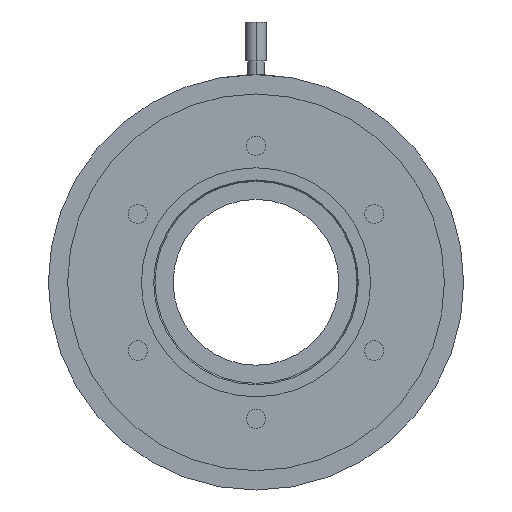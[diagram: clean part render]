
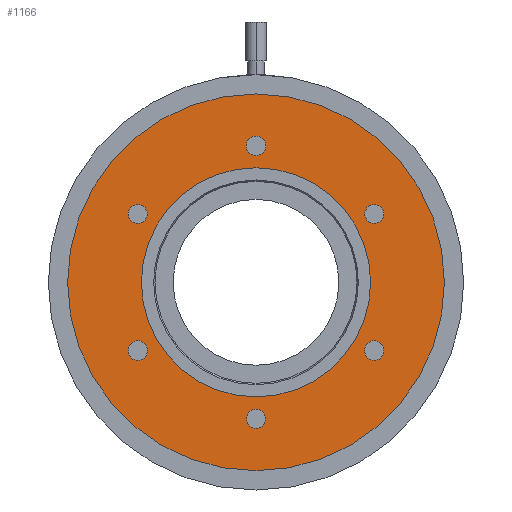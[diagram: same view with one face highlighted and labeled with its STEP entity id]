
A CAD part, left-side view. The second image highlights one B-rep face of the part: STEP entity #1166.
In plain terms, the highlighted planar face has unit normal (-1, 0, 0).
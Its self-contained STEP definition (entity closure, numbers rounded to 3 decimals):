
#788=CARTESIAN_POINT('POINT56',(0.,
   0.,74.613));
#789=VERTEX_POINT('VERTEX56',#788);
#796=CARTESIAN_POINT('POINT57',(0.,
   0.,-74.613));
#797=VERTEX_POINT('VERTEX57',#796);
#798=CARTESIAN_POINT('POS68',(0.,0.,0.));
#799=DIRECTION('DIR114',(1.,0.,0.));
#800=DIRECTION('DIR115',(0.,0.,1.));
#801=AXIS2_PLACEMENT_3D('AXIS47',#798,#799,#800);
#802=CIRCLE('ELLIPSE27',#801,74.613);
#803=EDGE_CURVE('EDGE77',#797,#789,#802,.T.);
#823=EDGE_CURVE('EDGE79',#789,#797,#802,.T.);
#828=CARTESIAN_POINT('POINT58',(0.,
   80.069,39.116));
#829=VERTEX_POINT('VERTEX58',#828);
#836=CARTESIAN_POINT('POINT59',(0.,
   73.91,49.784));
#837=VERTEX_POINT('VERTEX59',#836);
#838=CARTESIAN_POINT('POS72',(0.,
   76.99,44.45));
#839=DIRECTION('DIR120',(1.,0.,
   0.));
#840=DIRECTION('DIR121',(0.,0.5,
   -0.866));
#841=AXIS2_PLACEMENT_3D('AXIS49',#838,#839,#840);
#842=CIRCLE('ELLIPSE28',#841,6.16);
#843=EDGE_CURVE('EDGE81',#837,#829,#842,.T.);
#863=EDGE_CURVE('EDGE83',#829,#837,#842,.T.);
#868=CARTESIAN_POINT('POINT60',(0.,
   -73.91,49.784));
#869=VERTEX_POINT('VERTEX60',#868);
#876=CARTESIAN_POINT('POINT61',(0.,
   -80.069,39.116));
#877=VERTEX_POINT('VERTEX61',#876);
#878=CARTESIAN_POINT('POS76',(0.,
   -76.99,44.45));
#879=DIRECTION('DIR126',(1.,0.,
   0.));
#880=DIRECTION('DIR127',(0.,0.5,
   0.866));
#881=AXIS2_PLACEMENT_3D('AXIS51',#878,#879,#880);
#882=CIRCLE('ELLIPSE29',#881,6.16);
#883=EDGE_CURVE('EDGE85',#877,#869,#882,.T.);
#903=EDGE_CURVE('EDGE87',#869,#877,#882,.T.);
#908=CARTESIAN_POINT('POINT62',(0.,
   -6.16,-88.9));
#909=VERTEX_POINT('VERTEX62',#908);
#916=CARTESIAN_POINT('POINT63',(0.,6.159,
   -88.9));
#917=VERTEX_POINT('VERTEX63',#916);
#918=CARTESIAN_POINT('POS80',(0.,0.,-88.9)
   );
#919=DIRECTION('DIR132',(1.,0.,
   0.));
#920=DIRECTION('DIR133',(0.,-1.,
   0.));
#921=AXIS2_PLACEMENT_3D('AXIS53',#918,#919,#920);
#922=CIRCLE('ELLIPSE30',#921,6.16);
#923=EDGE_CURVE('EDGE89',#917,#909,#922,.T.);
#943=EDGE_CURVE('EDGE91',#909,#917,#922,.T.);
#948=CARTESIAN_POINT('POINT64',(0.,
   -80.165,-38.951));
#949=VERTEX_POINT('VERTEX64',#948);
#956=CARTESIAN_POINT('POINT65',(0.,
   -73.815,-49.949));
#957=VERTEX_POINT('VERTEX65',#956);
#958=CARTESIAN_POINT('POS84',(0.,
   -76.99,-44.45));
#959=DIRECTION('DIR138',(1.,0.,
   0.));
#960=DIRECTION('DIR139',(0.,-0.5,
   0.866));
#961=AXIS2_PLACEMENT_3D('AXIS55',#958,#959,#960);
#962=CIRCLE('ELLIPSE31',#961,6.35);
#963=EDGE_CURVE('EDGE93',#957,#949,#962,.T.);
#983=EDGE_CURVE('EDGE95',#949,#957,#962,.T.);
#988=CARTESIAN_POINT('POINT66',(0.,
   73.815,-49.949));
#989=VERTEX_POINT('VERTEX66',#988);
#996=CARTESIAN_POINT('POINT67',(0.,
   80.165,-38.951));
#997=VERTEX_POINT('VERTEX67',#996);
#998=CARTESIAN_POINT('POS88',(0.,76.99
   ,-44.45));
#999=DIRECTION('DIR144',(1.,0.,
   0.));
#1000=DIRECTION('DIR145',(0.,-0.5,
   -0.866));
#1001=AXIS2_PLACEMENT_3D('AXIS57',#998,#999,#1000);
#1002=CIRCLE('ELLIPSE32',#1001,6.35);
#1003=EDGE_CURVE('EDGE97',#997,#989,#1002,.T.);
#1023=EDGE_CURVE('EDGE99',#989,#997,#1002,.T.);
#1028=CARTESIAN_POINT('POINT68',(0.,
   6.35,88.9));
#1029=VERTEX_POINT('VERTEX68',#1028);
#1036=CARTESIAN_POINT('POINT69',(0.,
   -6.35,88.9));
#1037=VERTEX_POINT('VERTEX69',#1036);
#1038=CARTESIAN_POINT('POS92',(0.,
   0.,88.9));
#1039=DIRECTION('DIR150',(1.,0.,
   0.));
#1040=DIRECTION('DIR151',(0.,1.,
   0.));
#1041=AXIS2_PLACEMENT_3D('AXIS59',#1038,#1039,#1040);
#1042=CIRCLE('ELLIPSE33',#1041,6.35);
#1043=EDGE_CURVE('EDGE101',#1037,#1029,#1042,.T.);
#1063=EDGE_CURVE('EDGE103',#1029,#1037,#1042,.T.);
#1118=ORIENTED_EDGE('COEDGE201',*,*,#1063,.T.);
#1119=ORIENTED_EDGE('COEDGE202',*,*,#1043,.T.);
#1120=EDGE_LOOP('NONE',(#1118,#1119));
#1121=FACE_BOUND('LOOP1',#1120,.T.);
#1122=ORIENTED_EDGE('COEDGE203',*,*,#1023,.T.);
#1123=ORIENTED_EDGE('COEDGE204',*,*,#1003,.T.);
#1124=EDGE_LOOP('NONE',(#1122,#1123));
#1125=FACE_BOUND('LOOP1',#1124,.T.);
#1126=ORIENTED_EDGE('COEDGE205',*,*,#983,.T.);
#1127=ORIENTED_EDGE('COEDGE206',*,*,#963,.T.);
#1128=EDGE_LOOP('NONE',(#1126,#1127));
#1129=FACE_BOUND('LOOP1',#1128,.T.);
#1130=ORIENTED_EDGE('COEDGE207',*,*,#943,.T.);
#1131=ORIENTED_EDGE('COEDGE208',*,*,#923,.T.);
#1132=EDGE_LOOP('NONE',(#1130,#1131));
#1133=FACE_BOUND('LOOP1',#1132,.T.);
#1134=ORIENTED_EDGE('COEDGE209',*,*,#903,.T.);
#1135=ORIENTED_EDGE('COEDGE210',*,*,#883,.T.);
#1136=EDGE_LOOP('NONE',(#1134,#1135));
#1137=FACE_BOUND('LOOP1',#1136,.T.);
#1138=ORIENTED_EDGE('COEDGE211',*,*,#863,.T.);
#1139=ORIENTED_EDGE('COEDGE212',*,*,#843,.T.);
#1140=EDGE_LOOP('NONE',(#1138,#1139));
#1141=FACE_BOUND('LOOP1',#1140,.T.);
#1142=ORIENTED_EDGE('COEDGE213',*,*,#823,.T.);
#1143=ORIENTED_EDGE('COEDGE214',*,*,#803,.T.);
#1144=EDGE_LOOP('NONE',(#1142,#1143));
#1145=FACE_BOUND('LOOP1',#1144,.T.);
#1146=CARTESIAN_POINT('POINT72',(0.,
   0.,122.682));
#1147=VERTEX_POINT('VERTEX72',#1146);
#1148=CARTESIAN_POINT('POINT73',(0.,
   0.,-122.682));
#1149=VERTEX_POINT('VERTEX73',#1148);
#1150=CARTESIAN_POINT('POS100',(0.,0.,0.)
   );
#1151=DIRECTION('DIR162',(-1.,0.,0.));
#1152=DIRECTION('DIR163',(0.,0.,1.));
#1153=AXIS2_PLACEMENT_3D('AXIS63',#1150,#1151,#1152);
#1154=CIRCLE('ELLIPSE35',#1153,122.682);
#1155=EDGE_CURVE('EDGE109',#1147,#1149,#1154,.T.);
#1156=ORIENTED_EDGE('COEDGE215',*,*,#1155,.T.);
#1157=EDGE_CURVE('EDGE110',#1149,#1147,#1154,.T.);
#1158=ORIENTED_EDGE('COEDGE216',*,*,#1157,.T.);
#1159=EDGE_LOOP('NONE',(#1156,#1158));
#1160=FACE_BOUND('LOOP1',#1159,.T.);
#1161=CARTESIAN_POINT('POS101',(0.,
   0.,61.341));
#1162=DIRECTION('DIR164',(-1.,0.,0.));
#1163=DIRECTION('DIR165',(0.,1.,0.));
#1164=AXIS2_PLACEMENT_3D('AXIS64',#1161,#1162,#1163);
#1165=PLANE('PLANE11',#1164);
#1166=ADVANCED_FACE('FACE47',(#1121,#1125,#1129,#1133,#1137,#1141,#1145,
   #1160),#1165,.T.);
